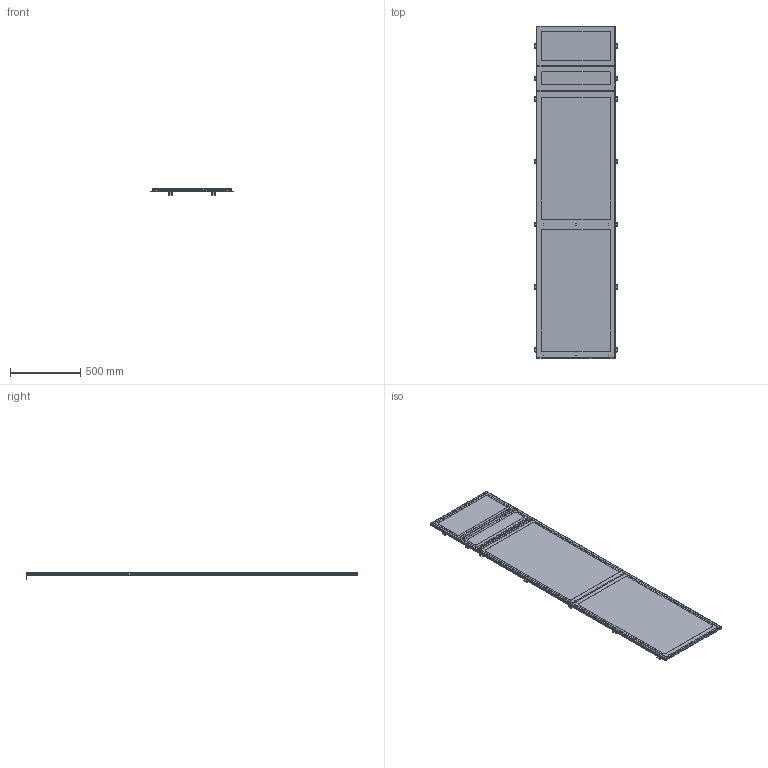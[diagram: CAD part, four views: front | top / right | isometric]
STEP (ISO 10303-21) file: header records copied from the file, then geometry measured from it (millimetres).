
FILE_DESCRIPTION(('FreeCAD Model'),'2;1');
FILE_NAME('Open CASCADE Shape Model','2025-05-08T05:08:21',('FreeCAD'),( 'FreeCAD'),'Open CASCADE STEP processor 7.6','FreeCAD','Unknown');
FILE_SCHEMA(('AUTOMOTIVE_DESIGN { 1 0 10303 214 1 1 1 1 }'));
Products named in the file (1): Open CASCADE STEP translator 7.6 1
Bounding box: 587.99 x 2358.53 x 46.89 mm (x, y, z)
Volume: 4204170.9 mm3; surface area: 3986079.9 mm2
Topology: 38 solids, 38 shells, 1712 faces, 4348 edges, 2712 vertices
Faces by surface type: bspline 1712
Entity records: 54594 total; most frequent: CARTESIAN_POINT 29139, ORIENTED_EDGE 8696, EDGE_CURVE 4348, VERTEX_POINT 2712, B_SPLINE_CURVE_WITH_KNOTS 2588, FACE_BOUND 2262, EDGE_LOOP 2262, ADVANCED_FACE 1712
